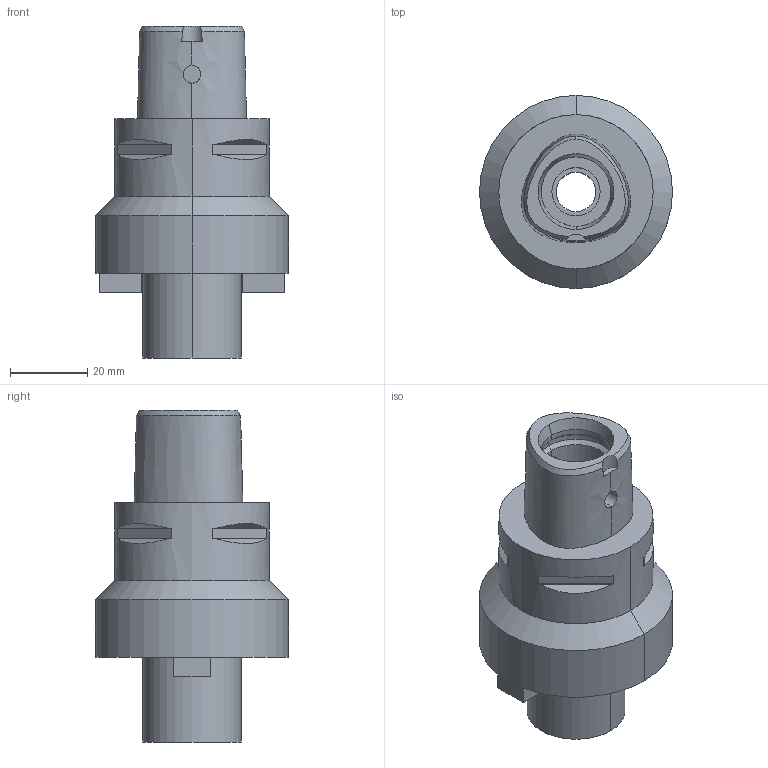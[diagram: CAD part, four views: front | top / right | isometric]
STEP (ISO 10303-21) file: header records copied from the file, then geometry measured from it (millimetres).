
FILE_DESCRIPTION((''),'2;1');
FILE_NAME('C4-FMA25_4-40','2019-01-25T',('ykawabe'),(''),'CREO PARAMETRIC BY PTC INC, 2016380','CREO PARAMETRIC BY PTC INC, 2016380','');
FILE_SCHEMA(('AUTOMOTIVE_DESIGN { 1 0 10303 214 1 1 1 1 }'));
Length unit declared in the file: millimetre
Products named in the file (1): C4-FMA25_4-40
Bounding box: 50 x 50 x 86 mm (x, y, z)
Volume: 77246.9 mm3; surface area: 16627.3 mm2
Topology: 1 solids, 1 shells, 74 faces, 168 edges, 105 vertices
Faces by surface type: plane 39, cylinder 23, cone 6, bspline 4, torus 2
Entity records: 3612 total; most frequent: CARTESIAN_POINT 1307, DIRECTION 352, ORIENTED_EDGE 336, PRESENTATION_STYLE_ASSIGNMENT 173, STYLED_ITEM 173, CURVE_STYLE 172, EDGE_CURVE 168, AXIS2_PLACEMENT_3D 135
